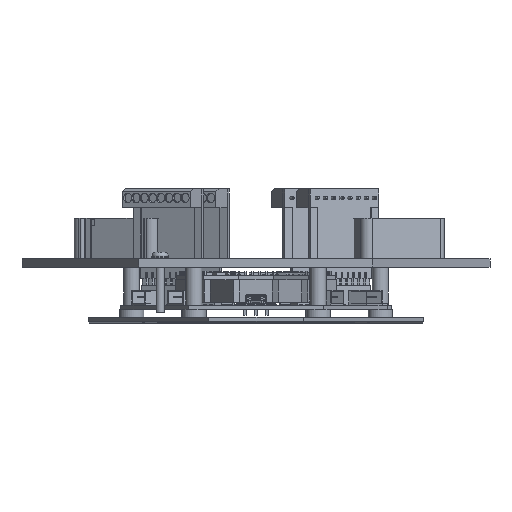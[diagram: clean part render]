
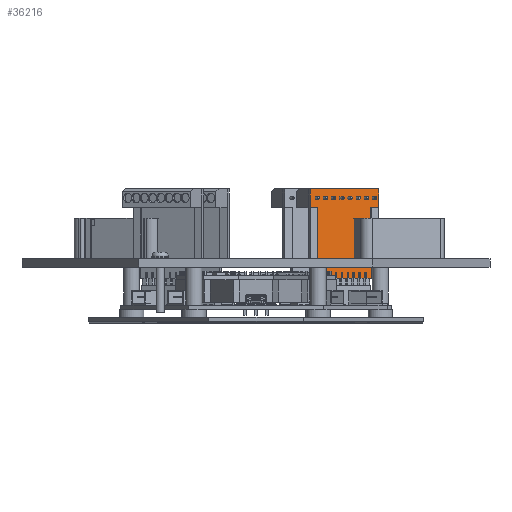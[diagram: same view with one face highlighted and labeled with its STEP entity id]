
A CAD part, top view. The second image highlights one B-rep face of the part: STEP entity #36216.
In plain terms, the highlighted face is planar.
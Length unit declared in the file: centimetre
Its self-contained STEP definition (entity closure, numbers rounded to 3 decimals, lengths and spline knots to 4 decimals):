
#6503=VECTOR('',#55237,1.);
#6511=VECTOR('',#55248,1.);
#6518=VECTOR('',#55256,1.);
#6528=VECTOR('',#55268,1.);
#6543=VECTOR('',#55290,1.);
#6546=VECTOR('',#55294,1.);
#6547=VECTOR('',#55296,1.);
#6548=VECTOR('',#55298,1.);
#10615=LINE('',#46950,#6503);
#10623=LINE('',#46966,#6511);
#10630=LINE('',#46981,#6518);
#10640=LINE('',#47001,#6528);
#10655=LINE('',#47030,#6543);
#10658=LINE('',#47036,#6546);
#10659=LINE('',#47038,#6547);
#10660=LINE('',#47040,#6548);
#12672=PLANE('',#38290);
#15375=VERTEX_POINT('',#46949);
#15376=VERTEX_POINT('',#46951);
#15381=VERTEX_POINT('',#46967);
#15387=VERTEX_POINT('',#46980);
#15388=VERTEX_POINT('',#46982);
#15395=VERTEX_POINT('',#47000);
#15403=VERTEX_POINT('',#47031);
#15404=VERTEX_POINT('',#47035);
#20088=EDGE_CURVE('',#15376,#15375,#10615,.T.);
#20096=EDGE_CURVE('',#15376,#15381,#10623,.T.);
#20103=EDGE_CURVE('',#15388,#15387,#10630,.T.);
#20113=EDGE_CURVE('',#15395,#15387,#10640,.T.);
#20128=EDGE_CURVE('',#15375,#15403,#10655,.T.);
#20131=EDGE_CURVE('',#15404,#15403,#10658,.T.);
#20132=EDGE_CURVE('',#15404,#15388,#10659,.T.);
#20133=EDGE_CURVE('',#15381,#15395,#10660,.T.);
#28523=ORIENTED_EDGE('',*,*,#20128,.T.);
#28524=ORIENTED_EDGE('',*,*,#20131,.F.);
#28525=ORIENTED_EDGE('',*,*,#20132,.T.);
#28526=ORIENTED_EDGE('',*,*,#20103,.T.);
#28527=ORIENTED_EDGE('',*,*,#20113,.F.);
#28528=ORIENTED_EDGE('',*,*,#20133,.F.);
#28529=ORIENTED_EDGE('',*,*,#20096,.F.);
#28530=ORIENTED_EDGE('',*,*,#20088,.T.);
#32171=EDGE_LOOP('',(#28523,#28524,#28525,#28526,#28527,#28528,#28529,#28530));
#34314=FACE_BOUND('',#32171,.T.);
#36216=ADVANCED_FACE('',(#34314),#12672,.F.);
#38290=AXIS2_PLACEMENT_3D('',#47041,#55299,$);
#46949=CARTESIAN_POINT('',(1.143,2.62,-0.0794));
#46950=CARTESIAN_POINT('',(0.6508,2.62,-0.0794));
#46951=CARTESIAN_POINT('',(1.46,2.62,-0.0794));
#46966=CARTESIAN_POINT('',(1.46,0.,-0.0794));
#46967=CARTESIAN_POINT('',(1.46,3.32,-0.0794));
#46980=CARTESIAN_POINT('',(-1.46,2.62,-0.0794));
#46981=CARTESIAN_POINT('',(-0.6508,2.62,-0.0794));
#46982=CARTESIAN_POINT('',(-1.143,2.62,-0.0794));
#47000=CARTESIAN_POINT('',(-1.46,3.32,-0.0794));
#47001=CARTESIAN_POINT('',(-1.46,3.32,-0.0794));
#47030=CARTESIAN_POINT('',(1.143,0.955,-0.0794));
#47031=CARTESIAN_POINT('',(1.143,0.,-0.0794));
#47035=CARTESIAN_POINT('',(-1.143,0.,-0.0794));
#47036=CARTESIAN_POINT('',(-1.46,0.,-0.0794));
#47038=CARTESIAN_POINT('',(-1.143,1.61,-0.0794));
#47040=CARTESIAN_POINT('',(1.46,3.32,-0.0794));
#47041=CARTESIAN_POINT('',(0.,1.66,-0.0794));
#55237=DIRECTION('',(-1.,0.,0.));
#55248=DIRECTION('',(0.,1.,0.));
#55256=DIRECTION('',(-1.,0.,0.));
#55268=DIRECTION('',(0.,-1.,0.));
#55290=DIRECTION('',(0.,-1.,0.));
#55294=DIRECTION('',(1.,0.,0.));
#55296=DIRECTION('',(0.,1.,0.));
#55298=DIRECTION('',(-1.,0.,0.));
#55299=DIRECTION('',(0.,0.,1.));
